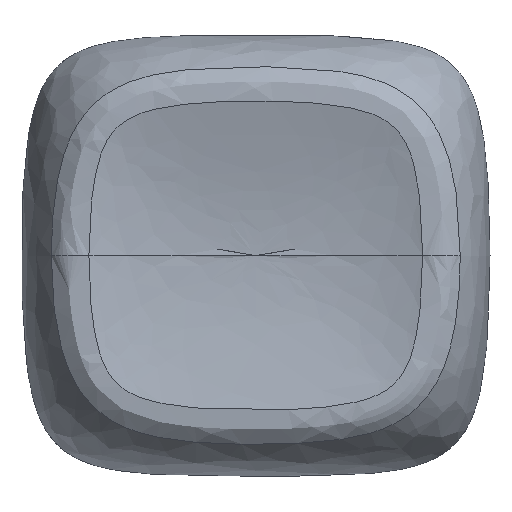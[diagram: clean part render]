
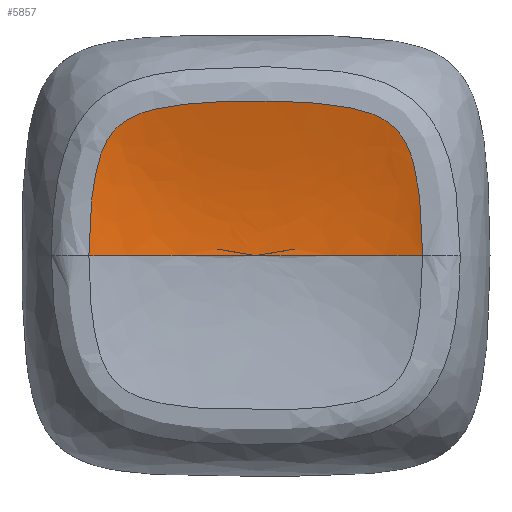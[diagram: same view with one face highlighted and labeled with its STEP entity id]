
A CAD part, top view. The second image highlights one B-rep face of the part: STEP entity #5857.
In plain terms, the highlighted free-form (B-spline) face has degree [3, 3] with [10, 5] control points.
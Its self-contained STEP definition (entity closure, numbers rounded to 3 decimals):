
#5451 = VERTEX_POINT('',#5452);
#5452 = CARTESIAN_POINT('',(6.23,-0.,5.526));
#5453 = VERTEX_POINT('',#5454);
#5454 = CARTESIAN_POINT('',(-6.23,0.,5.526));
#5620 = EDGE_CURVE('',#5453,#5451,#5621,.T.);
#5621 = B_SPLINE_CURVE_WITH_KNOTS('',3,(#5622,#5623,#5624,#5625,#5626,
    #5627,#5628,#5629,#5630,#5631,#5632,#5633,#5634,#5635,#5636,#5637,
    #5638,#5639,#5640,#5641,#5642,#5643,#5644),.UNSPECIFIED.,.F.,.F.,(4,
    1,1,1,1,1,1,1,1,2,1,1,1,1,1,1,1,1,1,4),(-2.163,
    -1.947,-1.839,-1.731,-1.677,
    -1.623,-1.514,-1.406,-1.298,
    -1.082,-0.865,-0.757,-0.649,
    -0.595,-0.541,-0.433,-0.379,
    -0.325,-0.216,0.),.UNSPECIFIED.);
#5622 = CARTESIAN_POINT('',(-6.23,0.,5.526));
#5623 = CARTESIAN_POINT('',(-6.23,0.705,
    5.526));
#5624 = CARTESIAN_POINT('',(-6.185,1.778,
    5.531));
#5625 = CARTESIAN_POINT('',(-5.985,3.133,
    5.56));
#5626 = CARTESIAN_POINT('',(-5.751,3.944,
    5.592));
#5627 = CARTESIAN_POINT('',(-5.431,4.517,
    5.617));
#5628 = CARTESIAN_POINT('',(-4.985,5.007,
    5.634));
#5629 = CARTESIAN_POINT('',(-4.225,5.376,5.636
    ));
#5630 = CARTESIAN_POINT('',(-3.205,5.594,
    5.636));
#5631 = CARTESIAN_POINT('',(-1.799,5.746,
    5.639));
#5632 = CARTESIAN_POINT('',(-0.717,5.774,
    5.641));
#5633 = CARTESIAN_POINT('',(0.716,5.775,5.641
    ));
#5634 = CARTESIAN_POINT('',(1.799,5.745,5.639
    ));
#5635 = CARTESIAN_POINT('',(3.201,5.595,5.636)
  );
#5636 = CARTESIAN_POINT('',(4.06,5.41,5.636
    ));
#5637 = CARTESIAN_POINT('',(4.681,5.155,5.634)
  );
#5638 = CARTESIAN_POINT('',(5.242,4.79,5.628
    ));
#5639 = CARTESIAN_POINT('',(5.618,4.241,5.605
    ));
#5640 = CARTESIAN_POINT('',(5.844,3.616,5.579)
  );
#5641 = CARTESIAN_POINT('',(6.011,2.965,5.557)
  );
#5642 = CARTESIAN_POINT('',(6.185,1.775,5.531
    ));
#5643 = CARTESIAN_POINT('',(6.23,0.705,5.526
    ));
#5644 = CARTESIAN_POINT('',(6.23,0.,5.526));
#5768 = EDGE_CURVE('',#5453,#5769,#5771,.T.);
#5769 = VERTEX_POINT('',#5770);
#5770 = CARTESIAN_POINT('',(-0.,0.,4.8));
#5771 = B_SPLINE_CURVE_WITH_KNOTS('',5,(#5772,#5773,#5774,#5775,#5776,
    #5777,#5778,#5779,#5780,#5781),.UNSPECIFIED.,.F.,.F.,(6,1,1,1,1,6),(
    0.183,0.2,0.4,0.6,0.8,1.),.UNSPECIFIED.);
#5772 = CARTESIAN_POINT('',(-6.23,0.,5.526));
#5773 = CARTESIAN_POINT('',(-6.215,0.,5.522));
#5774 = CARTESIAN_POINT('',(-6.016,0.,5.46));
#5775 = CARTESIAN_POINT('',(-5.617,0.,5.344));
#5776 = CARTESIAN_POINT('',(-4.967,0.,5.182));
#5777 = CARTESIAN_POINT('',(-3.961,0.,4.995));
#5778 = CARTESIAN_POINT('',(-2.674,0.,4.864));
#5779 = CARTESIAN_POINT('',(-1.452,0.,4.812));
#5780 = CARTESIAN_POINT('',(-0.506,0.,4.8));
#5781 = CARTESIAN_POINT('',(0.,0.,4.8));
#5783 = EDGE_CURVE('',#5451,#5769,#5784,.T.);
#5784 = B_SPLINE_CURVE_WITH_KNOTS('',5,(#5785,#5786,#5787,#5788,#5789,
    #5790,#5791,#5792,#5793,#5794),.UNSPECIFIED.,.F.,.F.,(6,1,1,1,1,6),(
    0.183,0.2,0.4,0.6,0.8,1.),.UNSPECIFIED.);
#5785 = CARTESIAN_POINT('',(6.23,0.,5.526));
#5786 = CARTESIAN_POINT('',(6.215,0.,5.522));
#5787 = CARTESIAN_POINT('',(6.016,0.,5.46));
#5788 = CARTESIAN_POINT('',(5.617,0.,5.344));
#5789 = CARTESIAN_POINT('',(4.967,0.,5.182));
#5790 = CARTESIAN_POINT('',(3.961,0.,4.995));
#5791 = CARTESIAN_POINT('',(2.674,0.,4.864));
#5792 = CARTESIAN_POINT('',(1.452,0.,4.812));
#5793 = CARTESIAN_POINT('',(0.506,0.,4.8));
#5794 = CARTESIAN_POINT('',(0.,0.,4.8));
#5857 = ADVANCED_FACE('',(#5858),#5863,.F.);
#5858 = FACE_BOUND('',#5859,.F.);
#5859 = EDGE_LOOP('',(#5860,#5861,#5862));
#5860 = ORIENTED_EDGE('',*,*,#5783,.T.);
#5861 = ORIENTED_EDGE('',*,*,#5768,.F.);
#5862 = ORIENTED_EDGE('',*,*,#5620,.T.);
#5863 = B_SPLINE_SURFACE_WITH_KNOTS('',3,3,(
    (#5864,#5865,#5866,#5867,#5868)
    ,(#5869,#5870,#5871,#5872,#5873)
    ,(#5874,#5875,#5876,#5877,#5878)
    ,(#5879,#5880,#5881,#5882,#5883)
    ,(#5884,#5885,#5886,#5887,#5888)
    ,(#5889,#5890,#5891,#5892,#5893)
    ,(#5894,#5895,#5896,#5897,#5898)
    ,(#5899,#5900,#5901,#5902,#5903)
    ,(#5904,#5905,#5906,#5907,#5908)
    ,(#5909,#5910,#5911,#5912,#5913
    )),.UNSPECIFIED.,.F.,.F.,.F.,(4,1,1,1,1,1,1,4),(4,1,4),(0.,
    0.143,0.286,0.429,0.571,
    0.714,0.857,1.),(0.104,0.488,1.)
  ,.UNSPECIFIED.);
#5864 = CARTESIAN_POINT('',(-6.576,0.,5.641));
#5865 = CARTESIAN_POINT('',(-6.032,0.,5.451));
#5866 = CARTESIAN_POINT('',(-4.589,0.,5.038));
#5867 = CARTESIAN_POINT('',(-2.158,0.,4.8));
#5868 = CARTESIAN_POINT('',(0.,0.,4.8));
#5869 = CARTESIAN_POINT('',(-6.576,1.212,
    5.641));
#5870 = CARTESIAN_POINT('',(-6.033,1.038,
    5.451));
#5871 = CARTESIAN_POINT('',(-4.589,0.634,5.038)
  );
#5872 = CARTESIAN_POINT('',(-2.158,0.231,
    4.8));
#5873 = CARTESIAN_POINT('',(0.,0.,4.8));
#5874 = CARTESIAN_POINT('',(-6.361,3.601,
    5.641));
#5875 = CARTESIAN_POINT('',(-5.838,3.108,
    5.451));
#5876 = CARTESIAN_POINT('',(-4.366,1.871,
    5.038));
#5877 = CARTESIAN_POINT('',(-1.982,0.627,
    4.8));
#5878 = CARTESIAN_POINT('',(0.,0.,4.8));
#5879 = CARTESIAN_POINT('',(-4.991,5.382,
    5.641));
#5880 = CARTESIAN_POINT('',(-4.586,4.614,
    5.451));
#5881 = CARTESIAN_POINT('',(-3.278,2.818,5.038)
  );
#5882 = CARTESIAN_POINT('',(-1.34,1.023,
    4.8));
#5883 = CARTESIAN_POINT('',(0.,0.,4.8));
#5884 = CARTESIAN_POINT('',(-2.017,5.799,
    5.641));
#5885 = CARTESIAN_POINT('',(-1.855,4.929,5.451
    ));
#5886 = CARTESIAN_POINT('',(-1.277,3.069,
    5.038));
#5887 = CARTESIAN_POINT('',(-0.472,1.22,4.8
    ));
#5888 = CARTESIAN_POINT('',(0.,0.,4.8));
#5889 = CARTESIAN_POINT('',(2.022,5.797,5.641
    ));
#5890 = CARTESIAN_POINT('',(1.86,4.927,5.451)
  );
#5891 = CARTESIAN_POINT('',(1.28,3.068,5.038
    ));
#5892 = CARTESIAN_POINT('',(0.472,1.22,4.8)
  );
#5893 = CARTESIAN_POINT('',(0.,0.,4.8));
#5894 = CARTESIAN_POINT('',(4.986,5.381,5.641)
  );
#5895 = CARTESIAN_POINT('',(4.582,4.613,5.451)
  );
#5896 = CARTESIAN_POINT('',(3.276,2.817,5.038)
  );
#5897 = CARTESIAN_POINT('',(1.34,1.023,4.8
    ));
#5898 = CARTESIAN_POINT('',(0.,0.,4.8));
#5899 = CARTESIAN_POINT('',(6.361,3.601,5.641
    ));
#5900 = CARTESIAN_POINT('',(5.838,3.108,5.451)
  );
#5901 = CARTESIAN_POINT('',(4.366,1.871,5.038
    ));
#5902 = CARTESIAN_POINT('',(1.982,0.627,4.8)
  );
#5903 = CARTESIAN_POINT('',(0.,0.,4.8));
#5904 = CARTESIAN_POINT('',(6.576,1.212,5.641
    ));
#5905 = CARTESIAN_POINT('',(6.033,1.038,5.451)
  );
#5906 = CARTESIAN_POINT('',(4.589,0.634,5.038
    ));
#5907 = CARTESIAN_POINT('',(2.158,0.231,4.8
    ));
#5908 = CARTESIAN_POINT('',(0.,0.,4.8));
#5909 = CARTESIAN_POINT('',(6.576,0.,5.641));
#5910 = CARTESIAN_POINT('',(6.032,0.,5.451));
#5911 = CARTESIAN_POINT('',(4.589,0.,5.038));
#5912 = CARTESIAN_POINT('',(2.158,0.,4.8));
#5913 = CARTESIAN_POINT('',(0.,0.,4.8));
